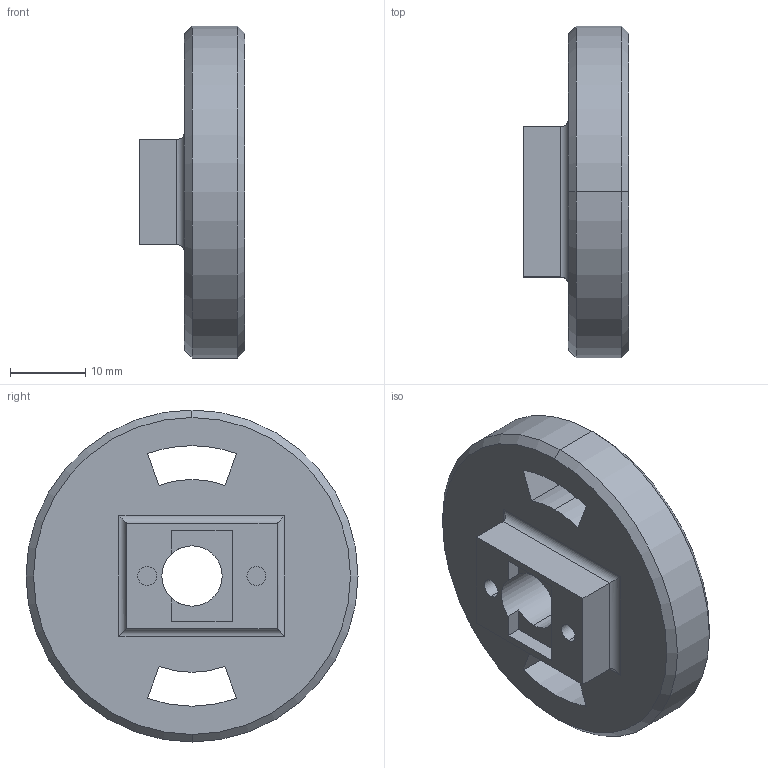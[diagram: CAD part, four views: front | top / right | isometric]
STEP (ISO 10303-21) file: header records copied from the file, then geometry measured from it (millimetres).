
FILE_DESCRIPTION (( 'STEP AP214' ), '1' );
FILE_NAME ('Slit Turnstyle.STEP', '2025-02-18T01:43:08', ( '' ), ( '' ), 'SwSTEP 2.0', 'SolidWorks 2025', '' );
FILE_SCHEMA (( 'AUTOMOTIVE_DESIGN' ));
Length unit declared in the file: millimetre
Products named in the file (1): Slit Turnstyle
Bounding box: 14 x 44.1 x 44.1 mm (x, y, z)
Volume: 12133.9 mm3; surface area: 5077.7 mm2
Topology: 1 solids, 1 shells, 41 faces, 100 edges, 64 vertices
Faces by surface type: plane 19, cylinder 18, cone 4
Entity records: 1239 total; most frequent: CARTESIAN_POINT 218, DIRECTION 214, ORIENTED_EDGE 200, EDGE_CURVE 100, AXIS2_PLACEMENT_3D 76, VERTEX_POINT 64, VECTOR 62, LINE 62
